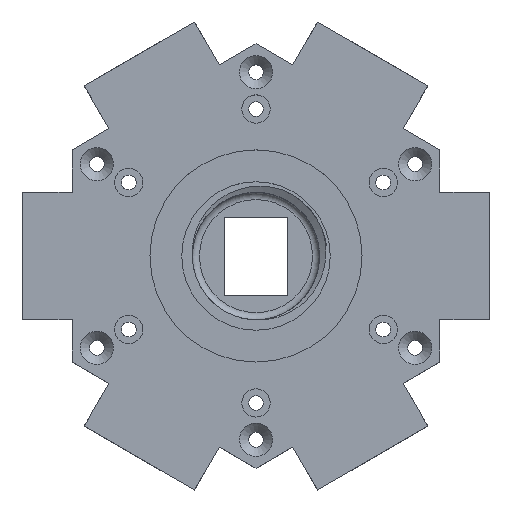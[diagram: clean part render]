
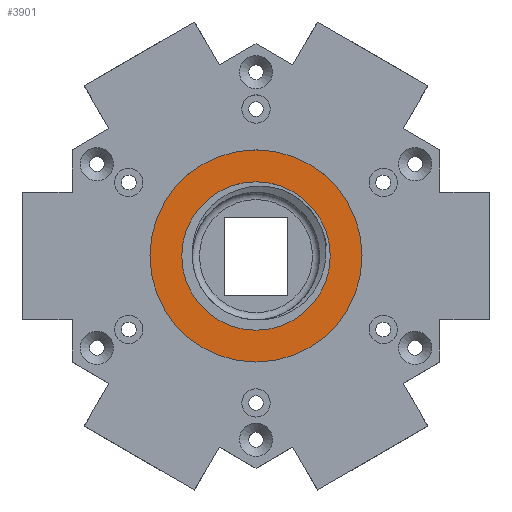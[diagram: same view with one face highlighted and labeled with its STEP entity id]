
A CAD part, top view. The second image highlights one B-rep face of the part: STEP entity #3901.
In plain terms, the highlighted planar face has unit normal (0, 0, 1).
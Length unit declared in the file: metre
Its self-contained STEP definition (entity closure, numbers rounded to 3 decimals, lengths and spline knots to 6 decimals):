
#90=FACE_BOUND('',#624,.T.);
#189=PLANE('',#4252);
#348=FACE_OUTER_BOUND('',#623,.T.);
#623=EDGE_LOOP('',(#3387));
#624=EDGE_LOOP('',(#3388));
#848=CIRCLE('',#4253,0.015);
#849=CIRCLE('',#4254,0.0105);
#1986=VERTEX_POINT('',#7223);
#1987=VERTEX_POINT('',#7225);
#2481=EDGE_CURVE('',#1986,#1986,#848,.T.);
#2482=EDGE_CURVE('',#1987,#1987,#849,.T.);
#3387=ORIENTED_EDGE('',*,*,#2481,.T.);
#3388=ORIENTED_EDGE('',*,*,#2482,.F.);
#3901=ADVANCED_FACE('',(#348,#90),#189,.T.);
#4252=AXIS2_PLACEMENT_3D('',#7222,#5199,#5200);
#4253=AXIS2_PLACEMENT_3D('',#7224,#5201,#5202);
#4254=AXIS2_PLACEMENT_3D('',#7226,#5203,#5204);
#5199=DIRECTION('center_axis',(0.,0.,1.));
#5200=DIRECTION('ref_axis',(1.,0.,0.));
#5201=DIRECTION('center_axis',(0.,0.,1.));
#5202=DIRECTION('ref_axis',(1.,0.,0.));
#5203=DIRECTION('center_axis',(0.,0.,1.));
#5204=DIRECTION('ref_axis',(1.,0.,0.));
#7222=CARTESIAN_POINT('Origin',(0.,0.,0.0068));
#7223=CARTESIAN_POINT('',(-0.015,0.,0.0068));
#7224=CARTESIAN_POINT('Origin',(0.,0.,0.0068));
#7225=CARTESIAN_POINT('',(-0.0105,0.,0.0068));
#7226=CARTESIAN_POINT('Origin',(0.,0.,0.0068));
